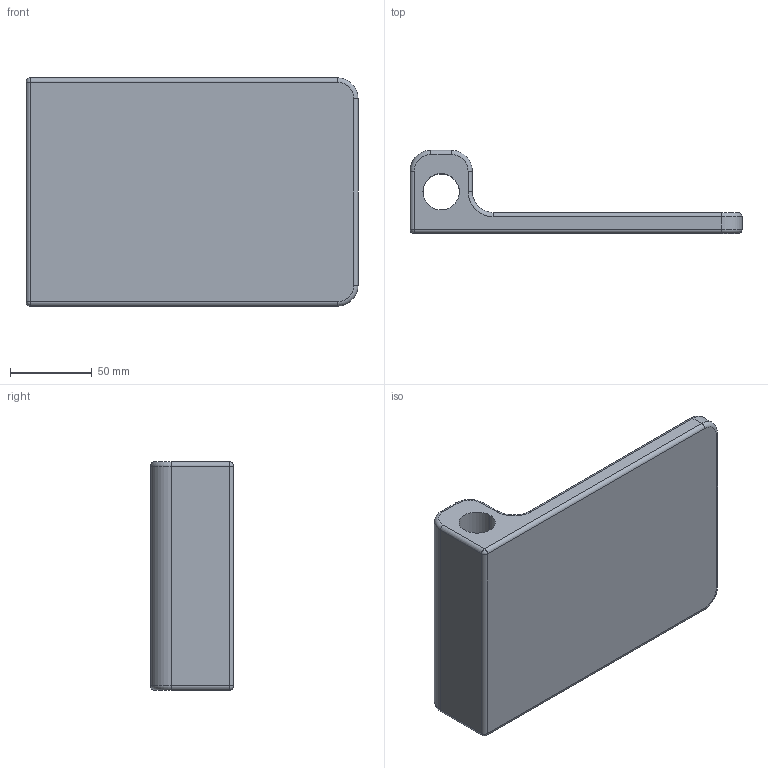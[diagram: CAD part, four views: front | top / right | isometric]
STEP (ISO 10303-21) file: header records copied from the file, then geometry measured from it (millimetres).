
FILE_DESCRIPTION (( 'STEP AP203' ), '1' );
FILE_NAME ('FootRest_Default_sldprt.STEP', '2016-03-16T08:09:11', ( '' ), ( '' ), 'SwSTEP 2.0', 'SolidWorks 2014', '' );
FILE_SCHEMA (( 'CONFIG_CONTROL_DESIGN' ));
Length unit declared in the file: inch
Products named in the file (1): FootRest_Default_sldprt
Bounding box: 203.2 x 50.8 x 139.7 mm (x, y, z)
Volume: 501531 mm3; surface area: 83896.2 mm2
Topology: 1 solids, 1 shells, 40 faces, 90 edges, 50 vertices
Faces by surface type: cylinder 20, torus 10, plane 8, sphere 2
Entity records: 1177 total; most frequent: DIRECTION 220, CARTESIAN_POINT 179, ORIENTED_EDGE 176, AXIS2_PLACEMENT_3D 91, EDGE_CURVE 88, VERTEX_POINT 50, CIRCLE 50, EDGE_LOOP 42
